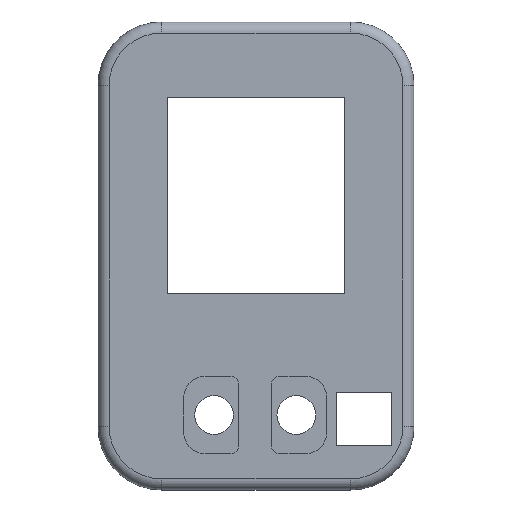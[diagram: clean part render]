
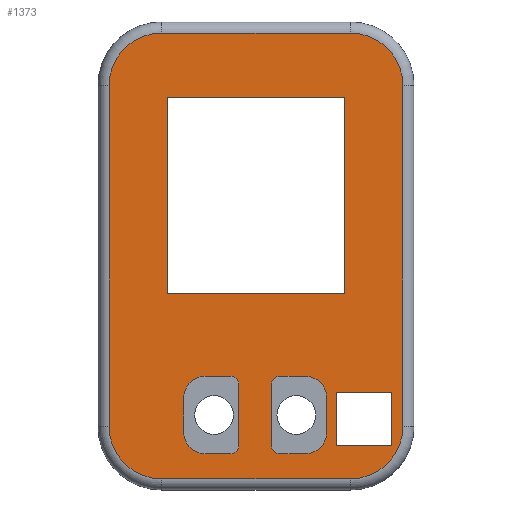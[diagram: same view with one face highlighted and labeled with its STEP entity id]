
A CAD part, top view. The second image highlights one B-rep face of the part: STEP entity #1373.
In plain terms, the highlighted planar face has unit normal (0, 0, 1).
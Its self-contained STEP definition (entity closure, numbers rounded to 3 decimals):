
#1024 = VERTEX_POINT('',#1025);
#1025 = CARTESIAN_POINT('',(-26.6,30.85,9.1));
#1032 = EDGE_CURVE('',#1024,#1033,#1035,.T.);
#1033 = VERTEX_POINT('',#1034);
#1034 = CARTESIAN_POINT('',(-26.6,-30.85,9.1));
#1035 = LINE('',#1036,#1037);
#1036 = CARTESIAN_POINT('',(-26.6,30.85,9.1));
#1037 = VECTOR('',#1038,1.);
#1038 = DIRECTION('',(0.,-1.,0.));
#1057 = VERTEX_POINT('',#1058);
#1058 = CARTESIAN_POINT('',(17.1,40.35,9.1));
#1065 = EDGE_CURVE('',#1057,#1066,#1068,.T.);
#1066 = VERTEX_POINT('',#1067);
#1067 = CARTESIAN_POINT('',(-17.1,40.35,9.1));
#1068 = LINE('',#1069,#1070);
#1069 = CARTESIAN_POINT('',(17.1,40.35,9.1));
#1070 = VECTOR('',#1071,1.);
#1071 = DIRECTION('',(-1.,0.,0.));
#1092 = EDGE_CURVE('',#1066,#1024,#1093,.T.);
#1093 = CIRCLE('',#1094,9.5);
#1094 = AXIS2_PLACEMENT_3D('',#1095,#1096,#1097);
#1095 = CARTESIAN_POINT('',(-17.1,30.85,9.1));
#1096 = DIRECTION('',(0.,-0.,1.));
#1097 = DIRECTION('',(0.,1.,0.));
#1110 = VERTEX_POINT('',#1111);
#1111 = CARTESIAN_POINT('',(-17.1,-40.35,9.1));
#1118 = EDGE_CURVE('',#1033,#1110,#1119,.T.);
#1119 = CIRCLE('',#1120,9.5);
#1120 = AXIS2_PLACEMENT_3D('',#1121,#1122,#1123);
#1121 = CARTESIAN_POINT('',(-17.1,-30.85,9.1));
#1122 = DIRECTION('',(0.,0.,1.));
#1123 = DIRECTION('',(-1.,0.,0.));
#1134 = EDGE_CURVE('',#1110,#1135,#1137,.T.);
#1135 = VERTEX_POINT('',#1136);
#1136 = CARTESIAN_POINT('',(17.1,-40.35,9.1));
#1137 = LINE('',#1138,#1139);
#1138 = CARTESIAN_POINT('',(-17.1,-40.35,9.1));
#1139 = VECTOR('',#1140,1.);
#1140 = DIRECTION('',(1.,0.,0.));
#1161 = VERTEX_POINT('',#1162);
#1162 = CARTESIAN_POINT('',(26.6,-30.85,9.1));
#1169 = EDGE_CURVE('',#1135,#1161,#1170,.T.);
#1170 = CIRCLE('',#1171,9.5);
#1171 = AXIS2_PLACEMENT_3D('',#1172,#1173,#1174);
#1172 = CARTESIAN_POINT('',(17.1,-30.85,9.1));
#1173 = DIRECTION('',(0.,0.,1.));
#1174 = DIRECTION('',(0.,-1.,0.));
#1185 = EDGE_CURVE('',#1161,#1186,#1188,.T.);
#1186 = VERTEX_POINT('',#1187);
#1187 = CARTESIAN_POINT('',(26.6,30.85,9.1));
#1188 = LINE('',#1189,#1190);
#1189 = CARTESIAN_POINT('',(26.6,-30.85,9.1));
#1190 = VECTOR('',#1191,1.);
#1191 = DIRECTION('',(0.,1.,0.));
#1212 = EDGE_CURVE('',#1186,#1057,#1213,.T.);
#1213 = CIRCLE('',#1214,9.5);
#1214 = AXIS2_PLACEMENT_3D('',#1215,#1216,#1217);
#1215 = CARTESIAN_POINT('',(17.1,30.85,9.1));
#1216 = DIRECTION('',(0.,0.,1.));
#1217 = DIRECTION('',(1.,0.,0.));
#1373 = ADVANCED_FACE('',(#1374,#1384,#1454,#1524,#1558),#1592,.T.);
#1374 = FACE_BOUND('',#1375,.T.);
#1375 = EDGE_LOOP('',(#1376,#1377,#1378,#1379,#1380,#1381,#1382,#1383));
#1376 = ORIENTED_EDGE('',*,*,#1032,.T.);
#1377 = ORIENTED_EDGE('',*,*,#1118,.T.);
#1378 = ORIENTED_EDGE('',*,*,#1134,.T.);
#1379 = ORIENTED_EDGE('',*,*,#1169,.T.);
#1380 = ORIENTED_EDGE('',*,*,#1185,.T.);
#1381 = ORIENTED_EDGE('',*,*,#1212,.T.);
#1382 = ORIENTED_EDGE('',*,*,#1065,.T.);
#1383 = ORIENTED_EDGE('',*,*,#1092,.T.);
#1384 = FACE_BOUND('',#1385,.T.);
#1385 = EDGE_LOOP('',(#1386,#1396,#1405,#1413,#1422,#1430,#1439,#1447));
#1386 = ORIENTED_EDGE('',*,*,#1387,.F.);
#1387 = EDGE_CURVE('',#1388,#1390,#1392,.T.);
#1388 = VERTEX_POINT('',#1389);
#1389 = CARTESIAN_POINT('',(-13.08,-25.64,9.1));
#1390 = VERTEX_POINT('',#1391);
#1391 = CARTESIAN_POINT('',(-13.08,-31.94,9.1));
#1392 = LINE('',#1393,#1394);
#1393 = CARTESIAN_POINT('',(-13.08,-25.64,9.1));
#1394 = VECTOR('',#1395,1.);
#1395 = DIRECTION('',(0.,-1.,0.));
#1396 = ORIENTED_EDGE('',*,*,#1397,.F.);
#1397 = EDGE_CURVE('',#1398,#1388,#1400,.T.);
#1398 = VERTEX_POINT('',#1399);
#1399 = CARTESIAN_POINT('',(-9.23,-21.79,9.1));
#1400 = CIRCLE('',#1401,3.85);
#1401 = AXIS2_PLACEMENT_3D('',#1402,#1403,#1404);
#1402 = CARTESIAN_POINT('',(-9.23,-25.64,9.1));
#1403 = DIRECTION('',(0.,0.,1.));
#1404 = DIRECTION('',(1.,0.,0.));
#1405 = ORIENTED_EDGE('',*,*,#1406,.F.);
#1406 = EDGE_CURVE('',#1407,#1398,#1409,.T.);
#1407 = VERTEX_POINT('',#1408);
#1408 = CARTESIAN_POINT('',(-4.58,-21.79,9.1));
#1409 = LINE('',#1410,#1411);
#1410 = CARTESIAN_POINT('',(-4.58,-21.79,9.1));
#1411 = VECTOR('',#1412,1.);
#1412 = DIRECTION('',(-1.,0.,0.));
#1413 = ORIENTED_EDGE('',*,*,#1414,.F.);
#1414 = EDGE_CURVE('',#1415,#1407,#1417,.T.);
#1415 = VERTEX_POINT('',#1416);
#1416 = CARTESIAN_POINT('',(-3.08,-23.29,9.1));
#1417 = CIRCLE('',#1418,1.5);
#1418 = AXIS2_PLACEMENT_3D('',#1419,#1420,#1421);
#1419 = CARTESIAN_POINT('',(-4.58,-23.29,9.1));
#1420 = DIRECTION('',(0.,0.,1.));
#1421 = DIRECTION('',(1.,0.,0.));
#1422 = ORIENTED_EDGE('',*,*,#1423,.F.);
#1423 = EDGE_CURVE('',#1424,#1415,#1426,.T.);
#1424 = VERTEX_POINT('',#1425);
#1425 = CARTESIAN_POINT('',(-3.08,-34.29,9.1));
#1426 = LINE('',#1427,#1428);
#1427 = CARTESIAN_POINT('',(-3.08,-34.29,9.1));
#1428 = VECTOR('',#1429,1.);
#1429 = DIRECTION('',(0.,1.,0.));
#1430 = ORIENTED_EDGE('',*,*,#1431,.F.);
#1431 = EDGE_CURVE('',#1432,#1424,#1434,.T.);
#1432 = VERTEX_POINT('',#1433);
#1433 = CARTESIAN_POINT('',(-4.58,-35.79,9.1));
#1434 = CIRCLE('',#1435,1.5);
#1435 = AXIS2_PLACEMENT_3D('',#1436,#1437,#1438);
#1436 = CARTESIAN_POINT('',(-4.58,-34.29,9.1));
#1437 = DIRECTION('',(0.,0.,1.));
#1438 = DIRECTION('',(1.,0.,0.));
#1439 = ORIENTED_EDGE('',*,*,#1440,.F.);
#1440 = EDGE_CURVE('',#1441,#1432,#1443,.T.);
#1441 = VERTEX_POINT('',#1442);
#1442 = CARTESIAN_POINT('',(-9.23,-35.79,9.1));
#1443 = LINE('',#1444,#1445);
#1444 = CARTESIAN_POINT('',(-9.23,-35.79,9.1));
#1445 = VECTOR('',#1446,1.);
#1446 = DIRECTION('',(1.,0.,0.));
#1447 = ORIENTED_EDGE('',*,*,#1448,.F.);
#1448 = EDGE_CURVE('',#1390,#1441,#1449,.T.);
#1449 = CIRCLE('',#1450,3.85);
#1450 = AXIS2_PLACEMENT_3D('',#1451,#1452,#1453);
#1451 = CARTESIAN_POINT('',(-9.23,-31.94,9.1));
#1452 = DIRECTION('',(0.,0.,1.));
#1453 = DIRECTION('',(1.,0.,0.));
#1454 = FACE_BOUND('',#1455,.T.);
#1455 = EDGE_LOOP('',(#1456,#1466,#1475,#1483,#1492,#1500,#1509,#1517));
#1456 = ORIENTED_EDGE('',*,*,#1457,.F.);
#1457 = EDGE_CURVE('',#1458,#1460,#1462,.T.);
#1458 = VERTEX_POINT('',#1459);
#1459 = CARTESIAN_POINT('',(2.8,-23.29,9.1));
#1460 = VERTEX_POINT('',#1461);
#1461 = CARTESIAN_POINT('',(2.8,-34.29,9.1));
#1462 = LINE('',#1463,#1464);
#1463 = CARTESIAN_POINT('',(2.8,-23.29,9.1));
#1464 = VECTOR('',#1465,1.);
#1465 = DIRECTION('',(0.,-1.,0.));
#1466 = ORIENTED_EDGE('',*,*,#1467,.F.);
#1467 = EDGE_CURVE('',#1468,#1458,#1470,.T.);
#1468 = VERTEX_POINT('',#1469);
#1469 = CARTESIAN_POINT('',(4.3,-21.79,9.1));
#1470 = CIRCLE('',#1471,1.5);
#1471 = AXIS2_PLACEMENT_3D('',#1472,#1473,#1474);
#1472 = CARTESIAN_POINT('',(4.3,-23.29,9.1));
#1473 = DIRECTION('',(0.,0.,1.));
#1474 = DIRECTION('',(1.,0.,0.));
#1475 = ORIENTED_EDGE('',*,*,#1476,.F.);
#1476 = EDGE_CURVE('',#1477,#1468,#1479,.T.);
#1477 = VERTEX_POINT('',#1478);
#1478 = CARTESIAN_POINT('',(8.95,-21.79,9.1));
#1479 = LINE('',#1480,#1481);
#1480 = CARTESIAN_POINT('',(8.95,-21.79,9.1));
#1481 = VECTOR('',#1482,1.);
#1482 = DIRECTION('',(-1.,0.,0.));
#1483 = ORIENTED_EDGE('',*,*,#1484,.F.);
#1484 = EDGE_CURVE('',#1485,#1477,#1487,.T.);
#1485 = VERTEX_POINT('',#1486);
#1486 = CARTESIAN_POINT('',(12.8,-25.64,9.1));
#1487 = CIRCLE('',#1488,3.85);
#1488 = AXIS2_PLACEMENT_3D('',#1489,#1490,#1491);
#1489 = CARTESIAN_POINT('',(8.95,-25.64,9.1));
#1490 = DIRECTION('',(0.,0.,1.));
#1491 = DIRECTION('',(1.,0.,0.));
#1492 = ORIENTED_EDGE('',*,*,#1493,.F.);
#1493 = EDGE_CURVE('',#1494,#1485,#1496,.T.);
#1494 = VERTEX_POINT('',#1495);
#1495 = CARTESIAN_POINT('',(12.8,-31.94,9.1));
#1496 = LINE('',#1497,#1498);
#1497 = CARTESIAN_POINT('',(12.8,-31.94,9.1));
#1498 = VECTOR('',#1499,1.);
#1499 = DIRECTION('',(0.,1.,0.));
#1500 = ORIENTED_EDGE('',*,*,#1501,.F.);
#1501 = EDGE_CURVE('',#1502,#1494,#1504,.T.);
#1502 = VERTEX_POINT('',#1503);
#1503 = CARTESIAN_POINT('',(8.95,-35.79,9.1));
#1504 = CIRCLE('',#1505,3.85);
#1505 = AXIS2_PLACEMENT_3D('',#1506,#1507,#1508);
#1506 = CARTESIAN_POINT('',(8.95,-31.94,9.1));
#1507 = DIRECTION('',(0.,0.,1.));
#1508 = DIRECTION('',(1.,0.,0.));
#1509 = ORIENTED_EDGE('',*,*,#1510,.F.);
#1510 = EDGE_CURVE('',#1511,#1502,#1513,.T.);
#1511 = VERTEX_POINT('',#1512);
#1512 = CARTESIAN_POINT('',(4.3,-35.79,9.1));
#1513 = LINE('',#1514,#1515);
#1514 = CARTESIAN_POINT('',(4.3,-35.79,9.1));
#1515 = VECTOR('',#1516,1.);
#1516 = DIRECTION('',(1.,0.,0.));
#1517 = ORIENTED_EDGE('',*,*,#1518,.F.);
#1518 = EDGE_CURVE('',#1460,#1511,#1519,.T.);
#1519 = CIRCLE('',#1520,1.5);
#1520 = AXIS2_PLACEMENT_3D('',#1521,#1522,#1523);
#1521 = CARTESIAN_POINT('',(4.3,-34.29,9.1));
#1522 = DIRECTION('',(0.,0.,1.));
#1523 = DIRECTION('',(1.,0.,0.));
#1524 = FACE_BOUND('',#1525,.T.);
#1525 = EDGE_LOOP('',(#1526,#1536,#1544,#1552));
#1526 = ORIENTED_EDGE('',*,*,#1527,.F.);
#1527 = EDGE_CURVE('',#1528,#1530,#1532,.T.);
#1528 = VERTEX_POINT('',#1529);
#1529 = CARTESIAN_POINT('',(14.55,-24.77,9.1));
#1530 = VERTEX_POINT('',#1531);
#1531 = CARTESIAN_POINT('',(14.55,-34.39,9.1));
#1532 = LINE('',#1533,#1534);
#1533 = CARTESIAN_POINT('',(14.55,-24.77,9.1));
#1534 = VECTOR('',#1535,1.);
#1535 = DIRECTION('',(0.,-1.,0.));
#1536 = ORIENTED_EDGE('',*,*,#1537,.F.);
#1537 = EDGE_CURVE('',#1538,#1528,#1540,.T.);
#1538 = VERTEX_POINT('',#1539);
#1539 = CARTESIAN_POINT('',(24.55,-24.77,9.1));
#1540 = LINE('',#1541,#1542);
#1541 = CARTESIAN_POINT('',(24.55,-24.77,9.1));
#1542 = VECTOR('',#1543,1.);
#1543 = DIRECTION('',(-1.,0.,0.));
#1544 = ORIENTED_EDGE('',*,*,#1545,.F.);
#1545 = EDGE_CURVE('',#1546,#1538,#1548,.T.);
#1546 = VERTEX_POINT('',#1547);
#1547 = CARTESIAN_POINT('',(24.55,-34.39,9.1));
#1548 = LINE('',#1549,#1550);
#1549 = CARTESIAN_POINT('',(24.55,-34.39,9.1));
#1550 = VECTOR('',#1551,1.);
#1551 = DIRECTION('',(0.,1.,0.));
#1552 = ORIENTED_EDGE('',*,*,#1553,.F.);
#1553 = EDGE_CURVE('',#1530,#1546,#1554,.T.);
#1554 = LINE('',#1555,#1556);
#1555 = CARTESIAN_POINT('',(14.55,-34.39,9.1));
#1556 = VECTOR('',#1557,1.);
#1557 = DIRECTION('',(1.,0.,0.));
#1558 = FACE_BOUND('',#1559,.T.);
#1559 = EDGE_LOOP('',(#1560,#1570,#1578,#1586));
#1560 = ORIENTED_EDGE('',*,*,#1561,.F.);
#1561 = EDGE_CURVE('',#1562,#1564,#1566,.T.);
#1562 = VERTEX_POINT('',#1563);
#1563 = CARTESIAN_POINT('',(-16.1,28.6,9.1));
#1564 = VERTEX_POINT('',#1565);
#1565 = CARTESIAN_POINT('',(-16.1,-6.8,9.1));
#1566 = LINE('',#1567,#1568);
#1567 = CARTESIAN_POINT('',(-16.1,28.6,9.1));
#1568 = VECTOR('',#1569,1.);
#1569 = DIRECTION('',(0.,-1.,0.));
#1570 = ORIENTED_EDGE('',*,*,#1571,.F.);
#1571 = EDGE_CURVE('',#1572,#1562,#1574,.T.);
#1572 = VERTEX_POINT('',#1573);
#1573 = CARTESIAN_POINT('',(16.1,28.6,9.1));
#1574 = LINE('',#1575,#1576);
#1575 = CARTESIAN_POINT('',(16.1,28.6,9.1));
#1576 = VECTOR('',#1577,1.);
#1577 = DIRECTION('',(-1.,0.,0.));
#1578 = ORIENTED_EDGE('',*,*,#1579,.F.);
#1579 = EDGE_CURVE('',#1580,#1572,#1582,.T.);
#1580 = VERTEX_POINT('',#1581);
#1581 = CARTESIAN_POINT('',(16.1,-6.8,9.1));
#1582 = LINE('',#1583,#1584);
#1583 = CARTESIAN_POINT('',(16.1,-6.8,9.1));
#1584 = VECTOR('',#1585,1.);
#1585 = DIRECTION('',(0.,1.,0.));
#1586 = ORIENTED_EDGE('',*,*,#1587,.F.);
#1587 = EDGE_CURVE('',#1564,#1580,#1588,.T.);
#1588 = LINE('',#1589,#1590);
#1589 = CARTESIAN_POINT('',(-16.1,-6.8,9.1));
#1590 = VECTOR('',#1591,1.);
#1591 = DIRECTION('',(1.,0.,0.));
#1592 = PLANE('',#1593);
#1593 = AXIS2_PLACEMENT_3D('',#1594,#1595,#1596);
#1594 = CARTESIAN_POINT('',(0.,0.,9.1));
#1595 = DIRECTION('',(0.,0.,1.));
#1596 = DIRECTION('',(1.,0.,0.));
